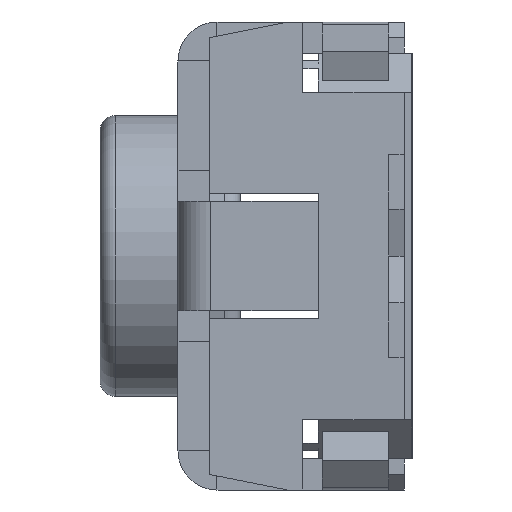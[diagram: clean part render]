
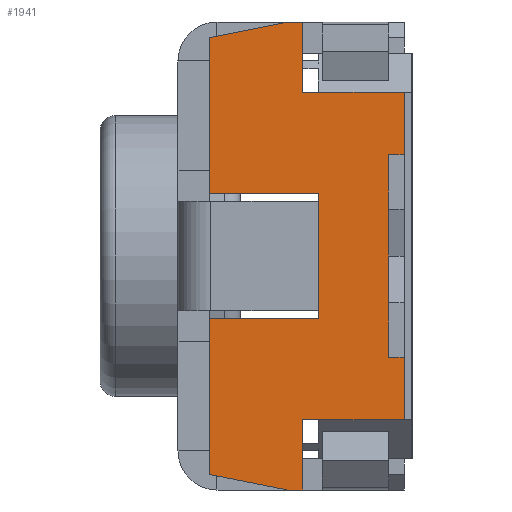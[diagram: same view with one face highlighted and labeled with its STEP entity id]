
A CAD part, left-side view. The second image highlights one B-rep face of the part: STEP entity #1941.
In plain terms, the highlighted planar face has unit normal (-1, 0, 0).
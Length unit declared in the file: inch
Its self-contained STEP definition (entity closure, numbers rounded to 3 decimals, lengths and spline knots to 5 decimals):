
#6=DIRECTION('',(0.,-1.,0.));
#7=VECTOR('',#6,0.1);
#8=CARTESIAN_POINT('',(-2.,0.75,-1.5));
#9=LINE('',#8,#7);
#90=DIRECTION('',(0.,0.981,-0.196));
#91=VECTOR('',#90,0.5099);
#92=CARTESIAN_POINT('',(-2.,0.75,1.5));
#93=LINE('',#92,#91);
#94=DIRECTION('',(0.,0.,1.));
#95=VECTOR('',#94,0.45);
#96=CARTESIAN_POINT('',(-2.,0.65,1.05));
#97=LINE('',#96,#95);
#98=DIRECTION('',(0.,1.,0.));
#99=VECTOR('',#98,0.65);
#100=CARTESIAN_POINT('',(-2.,0.,1.05));
#101=LINE('',#100,#99);
#102=DIRECTION('',(0.,1.,0.));
#103=VECTOR('',#102,0.65);
#104=CARTESIAN_POINT('',(-2.,0.,-1.05));
#105=LINE('',#104,#103);
#106=DIRECTION('',(0.,0.,1.));
#107=VECTOR('',#106,0.45);
#108=CARTESIAN_POINT('',(-2.,0.65,-1.5));
#109=LINE('',#108,#107);
#110=DIRECTION('',(0.,-0.981,-0.196));
#111=VECTOR('',#110,0.5099);
#112=CARTESIAN_POINT('',(-2.,1.25,-1.4));
#113=LINE('',#112,#111);
#114=DIRECTION('',(0.,0.,1.));
#115=VECTOR('',#114,1.);
#116=CARTESIAN_POINT('',(-2.,1.25,-1.4));
#117=LINE('',#116,#115);
#118=DIRECTION('',(0.,-1.,0.));
#119=VECTOR('',#118,0.7);
#120=CARTESIAN_POINT('',(-2.,1.25,-0.4));
#121=LINE('',#120,#119);
#122=DIRECTION('',(0.,0.,1.));
#123=VECTOR('',#122,0.8);
#124=CARTESIAN_POINT('',(-2.,0.55,-0.4));
#125=LINE('',#124,#123);
#126=DIRECTION('',(0.,-1.,0.));
#127=VECTOR('',#126,0.7);
#128=CARTESIAN_POINT('',(-2.,1.25,0.4));
#129=LINE('',#128,#127);
#130=DIRECTION('',(0.,0.,1.));
#131=VECTOR('',#130,1.);
#132=CARTESIAN_POINT('',(-2.,1.25,0.4));
#133=LINE('',#132,#131);
#262=DIRECTION('',(0.,-1.,0.));
#263=VECTOR('',#262,0.1);
#264=CARTESIAN_POINT('',(-2.,0.75,1.5));
#265=LINE('',#264,#263);
#1050=DIRECTION('',(0.,0.,1.));
#1051=VECTOR('',#1050,2.1);
#1052=CARTESIAN_POINT('',(-2.,0.,-1.05));
#1053=LINE('',#1052,#1051);
#1310=CARTESIAN_POINT('',(-2.,0.55,-0.4));
#1311=CARTESIAN_POINT('',(-2.,0.55,0.4));
#1312=VERTEX_POINT('',#1310);
#1313=VERTEX_POINT('',#1311);
#1314=CARTESIAN_POINT('',(-2.,1.25,-0.4));
#1315=VERTEX_POINT('',#1314);
#1316=CARTESIAN_POINT('',(-2.,1.25,0.4));
#1317=VERTEX_POINT('',#1316);
#1366=CARTESIAN_POINT('',(-2.,0.65,-1.5));
#1368=VERTEX_POINT('',#1366);
#1374=CARTESIAN_POINT('',(-2.,0.65,1.5));
#1376=VERTEX_POINT('',#1374);
#1382=CARTESIAN_POINT('',(-2.,0.65,-1.05));
#1383=VERTEX_POINT('',#1382);
#1384=CARTESIAN_POINT('',(-2.,0.65,1.05));
#1385=VERTEX_POINT('',#1384);
#1386=CARTESIAN_POINT('',(-2.,0.,-1.05));
#1387=VERTEX_POINT('',#1386);
#1388=CARTESIAN_POINT('',(-2.,0.,1.05));
#1389=VERTEX_POINT('',#1388);
#1638=CARTESIAN_POINT('',(-2.,0.75,1.5));
#1639=CARTESIAN_POINT('',(-2.,1.25,1.4));
#1640=VERTEX_POINT('',#1638);
#1641=VERTEX_POINT('',#1639);
#1650=CARTESIAN_POINT('',(-2.,1.25,-1.4));
#1651=VERTEX_POINT('',#1650);
#1652=CARTESIAN_POINT('',(-2.,0.75,-1.5));
#1653=VERTEX_POINT('',#1652);
#1910=CARTESIAN_POINT('',(-2.,1.25,-1.5));
#1911=DIRECTION('',(-1.,0.,0.));
#1912=DIRECTION('',(0.,-1.,0.));
#1913=AXIS2_PLACEMENT_3D('',#1910,#1911,#1912);
#1914=PLANE('',#1913);
#1916=ORIENTED_EDGE('',*,*,#1915,.F.);
#1918=ORIENTED_EDGE('',*,*,#1917,.T.);
#1919=ORIENTED_EDGE('',*,*,#1883,.F.);
#1921=ORIENTED_EDGE('',*,*,#1920,.F.);
#1923=ORIENTED_EDGE('',*,*,#1922,.F.);
#1925=ORIENTED_EDGE('',*,*,#1924,.T.);
#1926=ORIENTED_EDGE('',*,*,#1831,.F.);
#1927=ORIENTED_EDGE('',*,*,#1749,.F.);
#1928=ORIENTED_EDGE('',*,*,#1799,.F.);
#1930=ORIENTED_EDGE('',*,*,#1929,.T.);
#1932=ORIENTED_EDGE('',*,*,#1931,.T.);
#1934=ORIENTED_EDGE('',*,*,#1933,.T.);
#1936=ORIENTED_EDGE('',*,*,#1935,.F.);
#1938=ORIENTED_EDGE('',*,*,#1937,.T.);
#1939=EDGE_LOOP('',(#1916,#1918,#1919,#1921,#1923,#1925,#1926,#1927,#1928,#1930,
#1932,#1934,#1936,#1938));
#1940=FACE_OUTER_BOUND('',#1939,.F.);
#1941=ADVANCED_FACE('',(#1940),#1914,.T.);
#1749=EDGE_CURVE('',#1653,#1368,#9,.T.);
#1799=EDGE_CURVE('',#1651,#1653,#113,.T.);
#1831=EDGE_CURVE('',#1368,#1383,#109,.T.);
#1883=EDGE_CURVE('',#1385,#1376,#97,.T.);
#1915=EDGE_CURVE('',#1640,#1641,#93,.T.);
#1917=EDGE_CURVE('',#1640,#1376,#265,.T.);
#1920=EDGE_CURVE('',#1389,#1385,#101,.T.);
#1922=EDGE_CURVE('',#1387,#1389,#1053,.T.);
#1924=EDGE_CURVE('',#1387,#1383,#105,.T.);
#1929=EDGE_CURVE('',#1651,#1315,#117,.T.);
#1931=EDGE_CURVE('',#1315,#1312,#121,.T.);
#1933=EDGE_CURVE('',#1312,#1313,#125,.T.);
#1935=EDGE_CURVE('',#1317,#1313,#129,.T.);
#1937=EDGE_CURVE('',#1317,#1641,#133,.T.);
